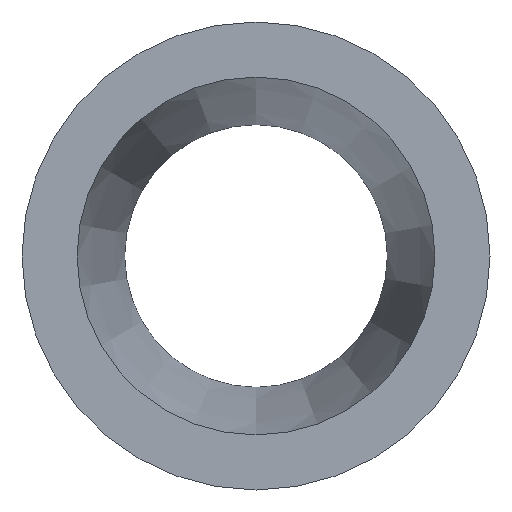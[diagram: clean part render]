
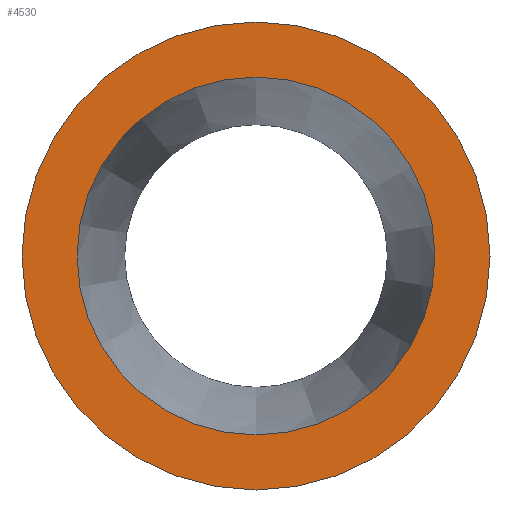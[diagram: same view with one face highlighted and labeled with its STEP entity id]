
A CAD part, front view. The second image highlights one B-rep face of the part: STEP entity #4530.
In plain terms, the highlighted planar face has unit normal (0, -1, 0).
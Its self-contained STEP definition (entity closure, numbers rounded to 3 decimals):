
#251 = ORIENTED_EDGE ( 'NONE', *, *, #1544, .F. ) ;
#472 = AXIS2_PLACEMENT_3D ( 'NONE', #3709, #2240, #10745 ) ;
#854 = EDGE_CURVE ( 'NONE', #9832, #9832, #3351, .T. ) ;
#1013 = CIRCLE ( 'NONE', #472, 6.575 ) ;
#1544 = EDGE_CURVE ( 'NONE', #2886, #2886, #1013, .T. ) ;
#2240 = DIRECTION ( 'NONE',  ( 0., -1., 0. ) ) ;
#2812 = EDGE_LOOP ( 'NONE', ( #251 ) ) ;
#2886 = VERTEX_POINT ( 'NONE', #4614 ) ;
#2933 = CARTESIAN_POINT ( 'NONE',  ( 0., 0., -8.6 ) ) ;
#3200 = AXIS2_PLACEMENT_3D ( 'NONE', #9424, #6007, #8633 ) ;
#3351 = CIRCLE ( 'NONE', #4779, 8.6 ) ;
#3544 = EDGE_LOOP ( 'NONE', ( #5459 ) ) ;
#3709 = CARTESIAN_POINT ( 'NONE',  ( 0., 0., 0. ) ) ;
#4530 = ADVANCED_FACE ( 'NONE', ( #6948, #9480 ), #11148, .F. ) ;
#4614 = CARTESIAN_POINT ( 'NONE',  ( 0., 0., -6.575 ) ) ;
#4779 = AXIS2_PLACEMENT_3D ( 'NONE', #9998, #7424, #7478 ) ;
#5459 = ORIENTED_EDGE ( 'NONE', *, *, #854, .T. ) ;
#6007 = DIRECTION ( 'NONE',  ( 0., 1., 0. ) ) ;
#6948 = FACE_BOUND ( 'NONE', #2812, .T. ) ;
#7424 = DIRECTION ( 'NONE',  ( 0., -1., 0. ) ) ;
#7478 = DIRECTION ( 'NONE',  ( 0., 0., -1. ) ) ;
#8633 = DIRECTION ( 'NONE',  ( 0., 0., 1. ) ) ;
#9424 = CARTESIAN_POINT ( 'NONE',  ( -8.6, 0., 0. ) ) ;
#9480 = FACE_OUTER_BOUND ( 'NONE', #3544, .T. ) ;
#9832 = VERTEX_POINT ( 'NONE', #2933 ) ;
#9998 = CARTESIAN_POINT ( 'NONE',  ( 0., 0., 0. ) ) ;
#10745 = DIRECTION ( 'NONE',  ( 0., 0., -1. ) ) ;
#11148 = PLANE ( 'NONE',  #3200 ) ;
